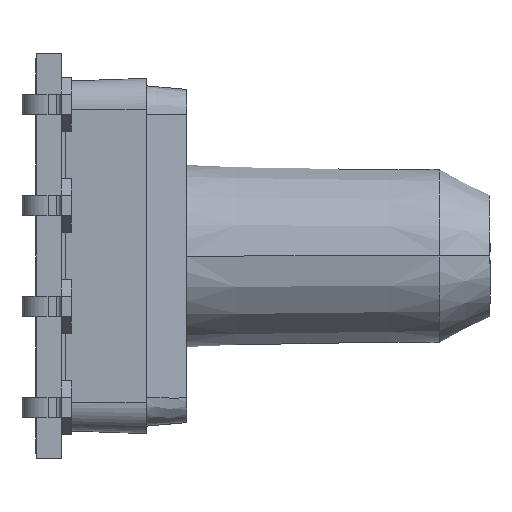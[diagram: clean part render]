
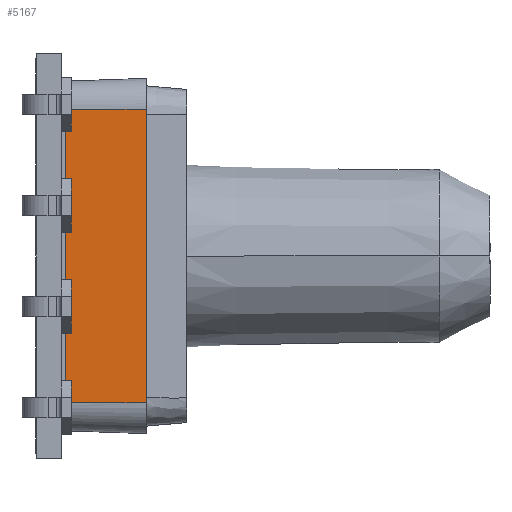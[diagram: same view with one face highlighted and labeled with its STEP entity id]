
A CAD part, front view. The second image highlights one B-rep face of the part: STEP entity #5167.
In plain terms, the highlighted face is planar.
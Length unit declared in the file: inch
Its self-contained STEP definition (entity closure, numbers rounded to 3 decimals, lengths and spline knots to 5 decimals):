
#1060 = CARTESIAN_POINT ( 'NONE',  ( 2.12463, 1.97893, -0.757 ) ) ;
#1067 = CARTESIAN_POINT ( 'NONE',  ( 1.83459, 1.97614, -0.677 ) ) ;
#1081 = CARTESIAN_POINT ( 'NONE',  ( 2.12462, 1.97614, -0.677 ) ) ;
#1085 = CARTESIAN_POINT ( 'NONE',  ( 1.83459, 1.97893, -0.757 ) ) ;
#2419 = CARTESIAN_POINT ( 'NONE',  ( 2.12378, 1.97801, -0.73069 ) ) ;
#2420 = CARTESIAN_POINT ( 'NONE',  ( 2.12463, 1.97893, -0.757 ) ) ;
#2441 = CARTESIAN_POINT ( 'NONE',  ( 2.12466, 1.97617, -0.67797 ) ) ;
#2452 = CARTESIAN_POINT ( 'NONE',  ( 2.12463, 1.97615, -0.67732 ) ) ;
#2457 = CARTESIAN_POINT ( 'NONE',  ( 2.12462, 1.97614, -0.677 ) ) ;
#2464 = CARTESIAN_POINT ( 'NONE',  ( 2.12465, 1.97616, -0.67765 ) ) ;
#2466 = CARTESIAN_POINT ( 'NONE',  ( 2.12558, 1.97709, -0.70428 ) ) ;
#2478 = CARTESIAN_POINT ( 'NONE',  ( 1.83543, 1.97801, -0.73069 ) ) ;
#2481 = CARTESIAN_POINT ( 'NONE',  ( 1.83364, 1.97709, -0.70428 ) ) ;
#2482 = CARTESIAN_POINT ( 'NONE',  ( 1.83458, 1.97615, -0.67732 ) ) ;
#2483 = CARTESIAN_POINT ( 'NONE',  ( 1.83459, 1.97893, -0.757 ) ) ;
#2485 = CARTESIAN_POINT ( 'NONE',  ( 1.83457, 1.97616, -0.67765 ) ) ;
#2493 = CARTESIAN_POINT ( 'NONE',  ( 1.83456, 1.97617, -0.67797 ) ) ;
#2506 = CARTESIAN_POINT ( 'NONE',  ( 1.83459, 1.97614, -0.677 ) ) ;
#2702 = DIRECTION ( 'NONE',  ( -1., 0., 0. ) ) ;
#2704 = CARTESIAN_POINT ( 'NONE',  ( 1.97961, 1.97893, -0.757 ) ) ;
#3526 = CARTESIAN_POINT ( 'NONE',  ( 2.12461, 1.97893, -0.757 ) ) ;
#3527 = DIRECTION ( 'NONE',  ( 0., 0.999, 0.035 ) ) ;
#3537 = PLANE ( 'NONE',  #6879 ) ;
#3546 = DIRECTION ( 'NONE',  ( -1., 0., 0. ) ) ;
#4074 = VERTEX_POINT ( 'NONE', #1081 ) ;
#4078 = VERTEX_POINT ( 'NONE', #1067 ) ;
#4087 = VERTEX_POINT ( 'NONE', #1085 ) ;
#4133 = VERTEX_POINT ( 'NONE', #1060 ) ;
#4267 = LINE ( 'NONE', #5635, #4279 ) ;
#4279 = VECTOR ( 'NONE', #5636, 39.37008 ) ;
#4303 = VECTOR ( 'NONE', #2702, 39.37008 ) ;
#4330 = LINE ( 'NONE', #2704, #4303 ) ;
#4969 = B_SPLINE_CURVE_WITH_KNOTS ( 'NONE', 3,
 ( #2483, #2478, #2481, #2493, #2485, #2482, #2506 ),
 .UNSPECIFIED., .F., .F.,
 ( 4, 3, 4 ),
 ( 0.40264, 0.5976, 0.6 ),
 .UNSPECIFIED. ) ;
#4979 = B_SPLINE_CURVE_WITH_KNOTS ( 'NONE', 3,
 ( #2457, #2452, #2464, #2441, #2466, #2419, #2420 ),
 .UNSPECIFIED., .F., .F.,
 ( 4, 3, 4 ),
 ( 0.4, 0.4024, 0.59736 ),
 .UNSPECIFIED. ) ;
#5167 = ADVANCED_FACE ( 'NONE', ( #7275 ), #3537, .T. ) ;
#5635 = CARTESIAN_POINT ( 'NONE',  ( 1.97961, 1.97614, -0.677 ) ) ;
#5636 = DIRECTION ( 'NONE',  ( -1., 0., 0. ) ) ;
#5977 = EDGE_CURVE ( 'NONE', #4074, #4078, #4267, .T. ) ;
#6028 = EDGE_CURVE ( 'NONE', #4133, #4087, #4330, .T. ) ;
#6054 = EDGE_CURVE ( 'NONE', #4074, #4133, #4979, .T. ) ;
#6061 = EDGE_CURVE ( 'NONE', #4087, #4078, #4969, .T. ) ;
#6879 = AXIS2_PLACEMENT_3D ( 'NONE', #3526, #3527, #3546 ) ;
#7275 = FACE_OUTER_BOUND ( 'NONE', #8102, .T. ) ;
#7801 = ORIENTED_EDGE ( 'NONE', *, *, #6054, .T. ) ;
#7808 = ORIENTED_EDGE ( 'NONE', *, *, #6028, .T. ) ;
#7824 = ORIENTED_EDGE ( 'NONE', *, *, #5977, .F. ) ;
#7837 = ORIENTED_EDGE ( 'NONE', *, *, #6061, .T. ) ;
#8102 = EDGE_LOOP ( 'NONE', ( #7808, #7837, #7824, #7801 ) ) ;
